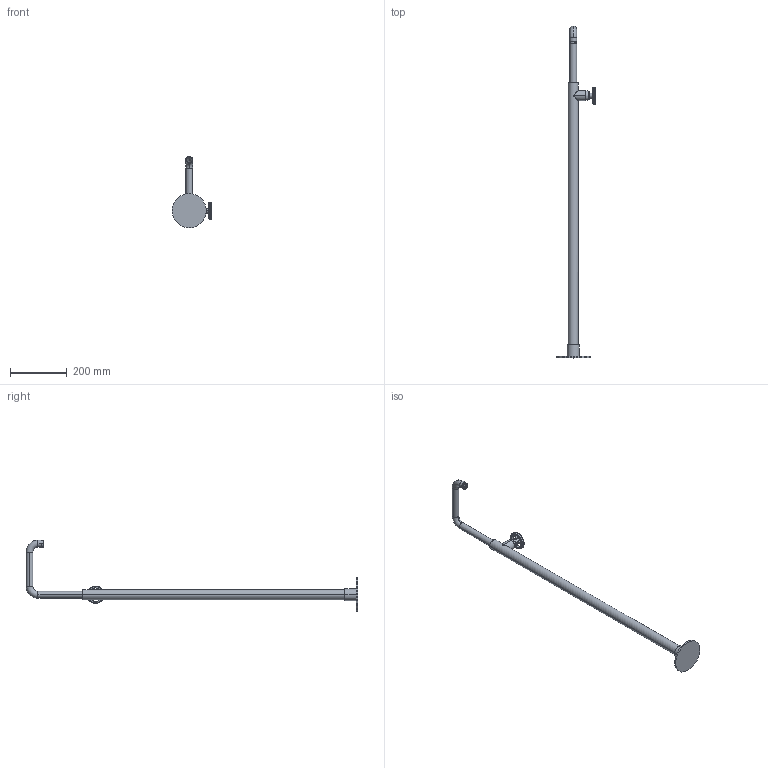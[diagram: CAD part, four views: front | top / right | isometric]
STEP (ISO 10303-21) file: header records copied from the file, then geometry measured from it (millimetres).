
FILE_DESCRIPTION (( 'STEP AP214' ), '1' );
FILE_NAME ('33154.STEP', '2023-10-06T14:29:55', ( '' ), ( '' ), 'SwSTEP 2.0', 'SolidWorks 2018', '' );
FILE_SCHEMA (( 'AUTOMOTIVE_DESIGN' ));
Length unit declared in the file: millimetre
Products named in the file (1): 33154
Bounding box: 139.8 x 1170 x 252 mm (x, y, z)
Surface area: 176075.5 mm2 (no closed solid volume)
Topology: 0 solids, 7 shells, 351 faces, 1092 edges, 721 vertices
Faces by surface type: cylinder 197, cone 97, plane 32, torus 23, bspline 2
Entity records: 18174 total; most frequent: CARTESIAN_POINT 4487, DIRECTION 2233, ORIENTED_EDGE 2061, EDGE_CURVE 1088, AXIS2_PLACEMENT_3D 1039, VERTEX_POINT 721, CIRCLE 689, EDGE_LOOP 357
